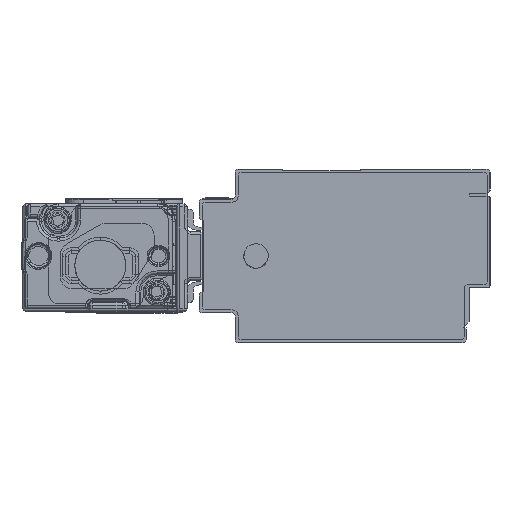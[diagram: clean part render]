
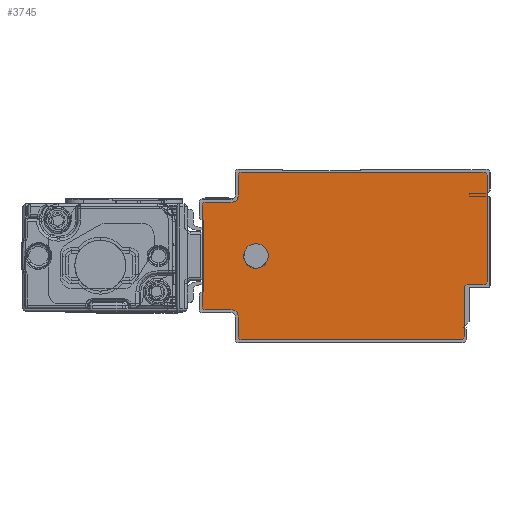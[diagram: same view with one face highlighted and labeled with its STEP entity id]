
A CAD part, left-side view. The second image highlights one B-rep face of the part: STEP entity #3745.
In plain terms, the highlighted planar face has unit normal (-1, 0, 0).
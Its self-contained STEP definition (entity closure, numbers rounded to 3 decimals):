
#1641=AXIS2_PLACEMENT_3D('Circle Axis2P3D',#1639,#1640,$) ;
#1679=AXIS2_PLACEMENT_3D('Circle Axis2P3D',#1677,#1678,$) ;
#1717=AXIS2_PLACEMENT_3D('Circle Axis2P3D',#1715,#1716,$) ;
#1755=AXIS2_PLACEMENT_3D('Circle Axis2P3D',#1753,#1754,$) ;
#3628=AXIS2_PLACEMENT_3D('Plane Axis2P3D',#3625,#3626,#3627) ;
#3632=AXIS2_PLACEMENT_3D('Circle Axis2P3D',#3630,#3631,$) ;
#3646=AXIS2_PLACEMENT_3D('Circle Axis2P3D',#3644,#3645,$) ;
#3660=AXIS2_PLACEMENT_3D('Circle Axis2P3D',#3658,#3659,$) ;
#3674=AXIS2_PLACEMENT_3D('Circle Axis2P3D',#3672,#3673,$) ;
#3688=AXIS2_PLACEMENT_3D('Circle Axis2P3D',#3686,#3687,$) ;
#3702=AXIS2_PLACEMENT_3D('Circle Axis2P3D',#3700,#3701,$) ;
#3729=AXIS2_PLACEMENT_3D('Circle Axis2P3D',#3727,#3728,$) ;
#3738=AXIS2_PLACEMENT_3D('Circle Axis2P3D',#3736,#3737,$) ;
#1597=CARTESIAN_POINT('Line Origine',(-1875.5,44.,14.5)) ;
#1601=CARTESIAN_POINT('Vertex',(-1875.5,44.,6.)) ;
#1603=CARTESIAN_POINT('Vertex',(-1875.5,44.,23.)) ;
#1639=CARTESIAN_POINT('Axis2P3D Location',(-1875.5,43.5,23.)) ;
#1643=CARTESIAN_POINT('Vertex',(-1875.5,43.5,23.5)) ;
#1658=CARTESIAN_POINT('Line Origine',(-1875.5,41.25,23.5)) ;
#1662=CARTESIAN_POINT('Vertex',(-1875.5,39.,23.5)) ;
#1677=CARTESIAN_POINT('Axis2P3D Location',(-1875.5,39.,24.5)) ;
#1681=CARTESIAN_POINT('Vertex',(-1875.5,38.,24.5)) ;
#1696=CARTESIAN_POINT('Line Origine',(-1875.5,38.,26.25)) ;
#1700=CARTESIAN_POINT('Vertex',(-1875.5,38.,28.)) ;
#1715=CARTESIAN_POINT('Axis2P3D Location',(-1875.5,37.5,28.)) ;
#1719=CARTESIAN_POINT('Vertex',(-1875.5,37.5,28.5)) ;
#1734=CARTESIAN_POINT('Line Origine',(-1875.5,17.25,28.5)) ;
#1738=CARTESIAN_POINT('Vertex',(-1875.5,-3.,28.5)) ;
#1753=CARTESIAN_POINT('Axis2P3D Location',(-1875.5,-3.,28.)) ;
#1757=CARTESIAN_POINT('Vertex',(-1875.5,-3.5,28.)) ;
#1772=CARTESIAN_POINT('Line Origine',(-1875.5,-3.5,19.1)) ;
#1776=CARTESIAN_POINT('Vertex',(-1875.5,-3.5,10.2)) ;
#3625=CARTESIAN_POINT('Axis2P3D Location',(-1875.5,0.,0.)) ;
#3630=CARTESIAN_POINT('Axis2P3D Location',(-1875.5,43.5,6.)) ;
#3634=CARTESIAN_POINT('Vertex',(-1875.5,43.5,5.5)) ;
#3637=CARTESIAN_POINT('Line Origine',(-1875.5,41.25,5.5)) ;
#3641=CARTESIAN_POINT('Vertex',(-1875.5,39.,5.5)) ;
#3644=CARTESIAN_POINT('Axis2P3D Location',(-1875.5,39.,4.5)) ;
#3648=CARTESIAN_POINT('Vertex',(-1875.5,38.,4.5)) ;
#3651=CARTESIAN_POINT('Line Origine',(-1875.5,38.,2.75)) ;
#3655=CARTESIAN_POINT('Vertex',(-1875.5,38.,1.)) ;
#3658=CARTESIAN_POINT('Axis2P3D Location',(-1875.5,37.5,1.)) ;
#3662=CARTESIAN_POINT('Vertex',(-1875.5,37.5,0.5)) ;
#3665=CARTESIAN_POINT('Line Origine',(-1875.5,19.15,0.5)) ;
#3669=CARTESIAN_POINT('Vertex',(-1875.5,0.8,0.5)) ;
#3672=CARTESIAN_POINT('Axis2P3D Location',(-1875.5,0.8,1.)) ;
#3676=CARTESIAN_POINT('Vertex',(-1875.5,0.3,1.)) ;
#3679=CARTESIAN_POINT('Line Origine',(-1875.5,0.3,5.1)) ;
#3683=CARTESIAN_POINT('Vertex',(-1875.5,0.3,9.2)) ;
#3686=CARTESIAN_POINT('Axis2P3D Location',(-1875.5,-0.2,9.2)) ;
#3690=CARTESIAN_POINT('Vertex',(-1875.5,-0.2,9.7)) ;
#3693=CARTESIAN_POINT('Line Origine',(-1875.5,-1.6,9.7)) ;
#3697=CARTESIAN_POINT('Vertex',(-1875.5,-3.,9.7)) ;
#3700=CARTESIAN_POINT('Axis2P3D Location',(-1875.5,-3.,10.2)) ;
#3727=CARTESIAN_POINT('Axis2P3D Location',(-1875.5,35.,14.5)) ;
#3731=CARTESIAN_POINT('Vertex',(-1875.5,33.186,13.509)) ;
#3733=CARTESIAN_POINT('Vertex',(-1875.5,36.814,15.491)) ;
#3736=CARTESIAN_POINT('Axis2P3D Location',(-1875.5,35.,14.5)) ;
#1598=DIRECTION('Vector Direction',(0.,0.,1.)) ;
#1640=DIRECTION('Axis2P3D Direction',(1.,0.,0.)) ;
#1659=DIRECTION('Vector Direction',(0.,1.,0.)) ;
#1678=DIRECTION('Axis2P3D Direction',(1.,0.,0.)) ;
#1697=DIRECTION('Vector Direction',(0.,0.,1.)) ;
#1716=DIRECTION('Axis2P3D Direction',(1.,0.,0.)) ;
#1735=DIRECTION('Vector Direction',(0.,1.,0.)) ;
#1754=DIRECTION('Axis2P3D Direction',(1.,0.,-0.)) ;
#1773=DIRECTION('Vector Direction',(0.,0.,-1.)) ;
#3626=DIRECTION('Axis2P3D Direction',(1.,0.,0.)) ;
#3627=DIRECTION('Axis2P3D XDirection',(0.,1.,0.)) ;
#3631=DIRECTION('Axis2P3D Direction',(1.,0.,0.)) ;
#3638=DIRECTION('Vector Direction',(0.,-1.,0.)) ;
#3645=DIRECTION('Axis2P3D Direction',(1.,0.,0.)) ;
#3652=DIRECTION('Vector Direction',(0.,0.,1.)) ;
#3659=DIRECTION('Axis2P3D Direction',(1.,0.,0.)) ;
#3666=DIRECTION('Vector Direction',(0.,-1.,0.)) ;
#3673=DIRECTION('Axis2P3D Direction',(1.,0.,0.)) ;
#3680=DIRECTION('Vector Direction',(0.,0.,-1.)) ;
#3687=DIRECTION('Axis2P3D Direction',(1.,0.,0.)) ;
#3694=DIRECTION('Vector Direction',(0.,1.,0.)) ;
#3701=DIRECTION('Axis2P3D Direction',(1.,0.,0.)) ;
#3728=DIRECTION('Axis2P3D Direction',(1.,0.,0.)) ;
#3737=DIRECTION('Axis2P3D Direction',(1.,0.,0.)) ;
#1599=VECTOR('Line Direction',#1598,1.) ;
#1660=VECTOR('Line Direction',#1659,1.) ;
#1698=VECTOR('Line Direction',#1697,1.) ;
#1736=VECTOR('Line Direction',#1735,1.) ;
#1774=VECTOR('Line Direction',#1773,1.) ;
#3639=VECTOR('Line Direction',#3638,1.) ;
#3653=VECTOR('Line Direction',#3652,1.) ;
#3667=VECTOR('Line Direction',#3666,1.) ;
#3681=VECTOR('Line Direction',#3680,1.) ;
#3695=VECTOR('Line Direction',#3694,1.) ;
#3706=ORIENTED_EDGE('',*,*,#1740,.F.) ;
#3707=ORIENTED_EDGE('',*,*,#1721,.F.) ;
#3708=ORIENTED_EDGE('',*,*,#1702,.F.) ;
#3709=ORIENTED_EDGE('',*,*,#1683,.F.) ;
#3710=ORIENTED_EDGE('',*,*,#1664,.F.) ;
#3711=ORIENTED_EDGE('',*,*,#1645,.F.) ;
#3712=ORIENTED_EDGE('',*,*,#1605,.F.) ;
#3713=ORIENTED_EDGE('',*,*,#3636,.F.) ;
#3714=ORIENTED_EDGE('',*,*,#3643,.F.) ;
#3715=ORIENTED_EDGE('',*,*,#3650,.F.) ;
#3716=ORIENTED_EDGE('',*,*,#3657,.F.) ;
#3717=ORIENTED_EDGE('',*,*,#3664,.F.) ;
#3718=ORIENTED_EDGE('',*,*,#3671,.F.) ;
#3719=ORIENTED_EDGE('',*,*,#3678,.F.) ;
#3720=ORIENTED_EDGE('',*,*,#3685,.F.) ;
#3721=ORIENTED_EDGE('',*,*,#3692,.F.) ;
#3722=ORIENTED_EDGE('',*,*,#3699,.F.) ;
#3723=ORIENTED_EDGE('',*,*,#3704,.F.) ;
#3724=ORIENTED_EDGE('',*,*,#1778,.F.) ;
#3725=ORIENTED_EDGE('',*,*,#1759,.F.) ;
#3742=ORIENTED_EDGE('',*,*,#3735,.T.) ;
#3743=ORIENTED_EDGE('',*,*,#3740,.T.) ;
#3744=FACE_BOUND('',#3741,.T.) ;
#3745=ADVANCED_FACE('\X2\FF8EFF9EFF83FF9EFF68FF70\X0\.2',(#3726,#3744),#3629,.F.) ;
#1642=CIRCLE('generated circle',#1641,0.5) ;
#1680=CIRCLE('generated circle',#1679,1.) ;
#1718=CIRCLE('generated circle',#1717,0.5) ;
#1756=CIRCLE('generated circle',#1755,0.5) ;
#3633=CIRCLE('generated circle',#3632,0.5) ;
#3647=CIRCLE('generated circle',#3646,1.) ;
#3661=CIRCLE('generated circle',#3660,0.5) ;
#3675=CIRCLE('generated circle',#3674,0.5) ;
#3689=CIRCLE('generated circle',#3688,0.5) ;
#3703=CIRCLE('generated circle',#3702,0.5) ;
#3730=CIRCLE('generated circle',#3729,2.067) ;
#3739=CIRCLE('generated circle',#3738,2.067) ;
#1605=EDGE_CURVE('',#1602,#1604,#1600,.T.) ;
#1645=EDGE_CURVE('',#1604,#1644,#1642,.T.) ;
#1664=EDGE_CURVE('',#1644,#1663,#1661,.F.) ;
#1683=EDGE_CURVE('',#1663,#1682,#1680,.F.) ;
#1702=EDGE_CURVE('',#1682,#1701,#1699,.T.) ;
#1721=EDGE_CURVE('',#1701,#1720,#1718,.T.) ;
#1740=EDGE_CURVE('',#1720,#1739,#1737,.F.) ;
#1759=EDGE_CURVE('',#1739,#1758,#1756,.T.) ;
#1778=EDGE_CURVE('',#1758,#1777,#1775,.T.) ;
#3636=EDGE_CURVE('',#3635,#1602,#3633,.T.) ;
#3643=EDGE_CURVE('',#3642,#3635,#3640,.F.) ;
#3650=EDGE_CURVE('',#3649,#3642,#3647,.F.) ;
#3657=EDGE_CURVE('',#3656,#3649,#3654,.T.) ;
#3664=EDGE_CURVE('',#3663,#3656,#3661,.T.) ;
#3671=EDGE_CURVE('',#3670,#3663,#3668,.F.) ;
#3678=EDGE_CURVE('',#3677,#3670,#3675,.T.) ;
#3685=EDGE_CURVE('',#3684,#3677,#3682,.T.) ;
#3692=EDGE_CURVE('',#3691,#3684,#3689,.F.) ;
#3699=EDGE_CURVE('',#3698,#3691,#3696,.T.) ;
#3704=EDGE_CURVE('',#1777,#3698,#3703,.T.) ;
#3735=EDGE_CURVE('',#3732,#3734,#3730,.T.) ;
#3740=EDGE_CURVE('',#3734,#3732,#3739,.T.) ;
#3705=EDGE_LOOP('',(#3706,#3707,#3708,#3709,#3710,#3711,#3712,#3713,#3714,#3715,#3716,#3717,#3718,#3719,#3720,#3721,#3722,#3723,#3724,#3725)) ;
#3741=EDGE_LOOP('',(#3742,#3743)) ;
#3726=FACE_OUTER_BOUND('',#3705,.T.) ;
#1600=LINE('Line',#1597,#1599) ;
#1661=LINE('Line',#1658,#1660) ;
#1699=LINE('Line',#1696,#1698) ;
#1737=LINE('Line',#1734,#1736) ;
#1775=LINE('Line',#1772,#1774) ;
#3640=LINE('Line',#3637,#3639) ;
#3654=LINE('Line',#3651,#3653) ;
#3668=LINE('Line',#3665,#3667) ;
#3682=LINE('Line',#3679,#3681) ;
#3696=LINE('Line',#3693,#3695) ;
#3629=PLANE('Plane',#3628) ;
#1602=VERTEX_POINT('',#1601) ;
#1604=VERTEX_POINT('',#1603) ;
#1644=VERTEX_POINT('',#1643) ;
#1663=VERTEX_POINT('',#1662) ;
#1682=VERTEX_POINT('',#1681) ;
#1701=VERTEX_POINT('',#1700) ;
#1720=VERTEX_POINT('',#1719) ;
#1739=VERTEX_POINT('',#1738) ;
#1758=VERTEX_POINT('',#1757) ;
#1777=VERTEX_POINT('',#1776) ;
#3635=VERTEX_POINT('',#3634) ;
#3642=VERTEX_POINT('',#3641) ;
#3649=VERTEX_POINT('',#3648) ;
#3656=VERTEX_POINT('',#3655) ;
#3663=VERTEX_POINT('',#3662) ;
#3670=VERTEX_POINT('',#3669) ;
#3677=VERTEX_POINT('',#3676) ;
#3684=VERTEX_POINT('',#3683) ;
#3691=VERTEX_POINT('',#3690) ;
#3698=VERTEX_POINT('',#3697) ;
#3732=VERTEX_POINT('',#3731) ;
#3734=VERTEX_POINT('',#3733) ;
